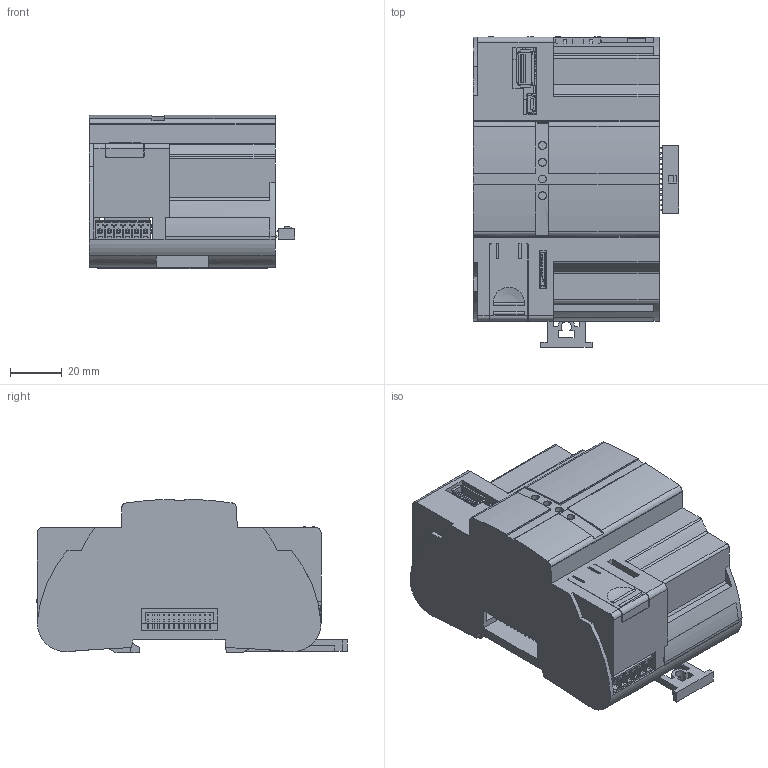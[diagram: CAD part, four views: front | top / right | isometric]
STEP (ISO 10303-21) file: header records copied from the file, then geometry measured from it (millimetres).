
FILE_DESCRIPTION((''),'2;1');
FILE_NAME('TM172SIP_3D-SIMPLIFIED_ASM','2023-01-24T11:13:06',('melanie.cordero'),(''),'CREO PARAMETRIC BY PTC INC, 2018260','CREO PARAMETRIC BY PTC INC, 2018260','');
FILE_SCHEMA(('CONFIG_CONTROL_DESIGN'));
Length unit declared in the file: inch
Products named in the file (66): PRT_06-001; PRT_06-002; PRT_06-003; PRT_06-005; PRT_06-006; PRT_06-007; PRT_06-008; PRT_06-009; PRT_06-0010; PRT_06-0011; PRT_06-0012; PRT_06-0013; PRT_06-0014; PRT_06-0015; PRT_06-0016; PRT_06-0017; PRT_06-0018; PRT_06-0019; PRT_06-0020; PRT_06-0021; PRT_06-0022; PRT_06-0023; PRT_06-0024; PRT_06-0025; PRT_06-0026; PRT_06-0027; PRT_06-0028; PRT_06-0029; PRT_06-0030; PRT_06-0031; PRT_06-0032; PRT_06-0033; PRT_06-0034; PRT_06-0035; PRT_06-0036; PRT_06-0037; PRT_06-0038; PRT_06-0039; PRT_06-0040; PRT_06-0041 ...
Assembly tree (65 placements, depth 3):
  TM172SIP_3D-SIMPLIFIED_ASM
    PRT_06-001
    PRT_06-002
    PRT_06-003
    PRT_06-004_ASM
      PRT_06-005
      PRT_06-006
      PRT_06-007
      PRT_06-008
      PRT_06-009
      PRT_06-0010
      PRT_06-0011
      PRT_06-0012
      PRT_06-0013
      PRT_06-0014
      PRT_06-0015
      PRT_06-0016
      PRT_06-0017
      PRT_06-0018
      PRT_06-0019
      PRT_06-0020
      PRT_06-0021
      PRT_06-0022
      PRT_06-0023
      PRT_06-0024
      PRT_06-0025
      PRT_06-0026
      PRT_06-0027
      PRT_06-0028
      PRT_06-0029
      PRT_06-0030
      PRT_06-0031
      PRT_06-0032
      PRT_06-0033
      PRT_06-0034
      PRT_06-0035
      PRT_06-0036
      PRT_06-0037
      PRT_06-0038
      PRT_06-0039
      PRT_06-0040
      PRT_06-0041
      PRT_06-0042
      PRT_06-0043
      PRT_06-0044
      PRT_06-0045
      PRT_06-0046
      PRT_06-0047
      PRT_06-0048
      PRT_06-0049
      PRT_06-0050
      PRT_06-0051
      PRT_06-0052
      PRT_06-0053
      PRT_06-0054
      PRT_06-0055
      PRT_06-0056
      PRT_06-0057
    PRT_06-0058
    PRT_06-0059
Bounding box: 79.53 x 120.47 x 59.49 mm (x, y, z)
Volume: 320765.1 mm3; surface area: 69443.9 mm2
Topology: 64 solids, 64 shells, 2282 faces, 6026 edges, 4038 vertices
Faces by surface type: plane 1882, cylinder 391, cone 8, sphere 1
Entity records: 72042 total; most frequent: CARTESIAN_POINT 12973, ORIENTED_EDGE 12050, DIRECTION 11753, EDGE_CURVE 6025, VECTOR 5109, LINE 5109, VERTEX_POINT 4038, AXIS2_PLACEMENT_3D 3322
